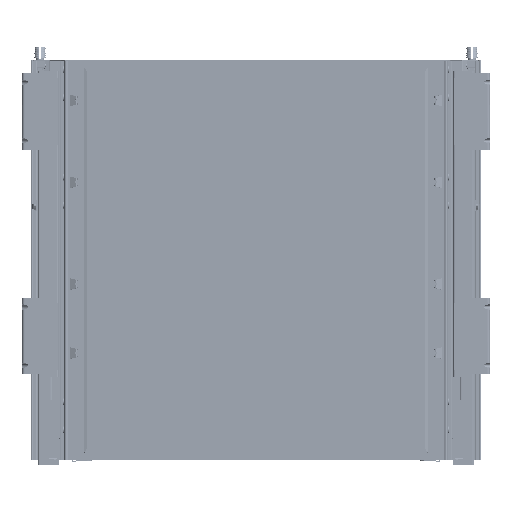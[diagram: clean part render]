
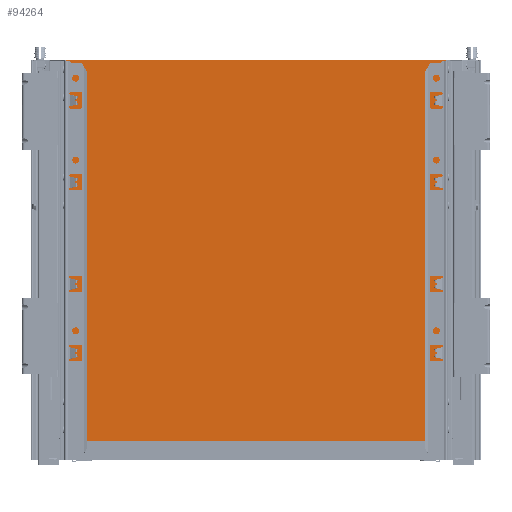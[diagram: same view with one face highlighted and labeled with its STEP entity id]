
A CAD part, front view. The second image highlights one B-rep face of the part: STEP entity #94264.
In plain terms, the highlighted face is planar.
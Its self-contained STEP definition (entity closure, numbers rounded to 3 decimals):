
#4762=PLANE('',#102956);
#9198=FACE_OUTER_BOUND('',#14657,.T.);
#14657=EDGE_LOOP('',(#79845,#79846,#79847,#79848));
#22809=LINE('',#176648,#32067);
#22813=LINE('',#176656,#32071);
#22816=LINE('',#176662,#32074);
#22819=LINE('',#176667,#32077);
#32067=VECTOR('',#124501,10.);
#32071=VECTOR('',#124507,10.);
#32074=VECTOR('',#124512,10.);
#32077=VECTOR('',#124517,10.);
#44098=VERTEX_POINT('',#176646);
#44099=VERTEX_POINT('',#176647);
#44102=VERTEX_POINT('',#176655);
#44104=VERTEX_POINT('',#176661);
#56398=EDGE_CURVE('',#44098,#44099,#22809,.T.);
#56402=EDGE_CURVE('',#44102,#44098,#22813,.T.);
#56405=EDGE_CURVE('',#44104,#44102,#22816,.T.);
#56408=EDGE_CURVE('',#44099,#44104,#22819,.T.);
#79845=ORIENTED_EDGE('',*,*,#56408,.F.);
#79846=ORIENTED_EDGE('',*,*,#56398,.F.);
#79847=ORIENTED_EDGE('',*,*,#56402,.F.);
#79848=ORIENTED_EDGE('',*,*,#56405,.F.);
#94264=ADVANCED_FACE('',(#9198),#4762,.F.);
#102956=AXIS2_PLACEMENT_3D('',#176670,#124521,#124522);
#124501=DIRECTION('',(-1.,0.,0.));
#124507=DIRECTION('',(0.,1.,0.));
#124512=DIRECTION('',(1.,0.,0.));
#124517=DIRECTION('',(0.,-1.,0.));
#124521=DIRECTION('center_axis',(0.,0.,1.));
#124522=DIRECTION('ref_axis',(1.,0.,0.));
#176646=CARTESIAN_POINT('',(162.5,0.,0.));
#176647=CARTESIAN_POINT('',(-162.5,0.,0.));
#176648=CARTESIAN_POINT('',(162.5,0.,0.));
#176655=CARTESIAN_POINT('',(162.5,-326.,0.));
#176656=CARTESIAN_POINT('',(162.5,-326.,0.));
#176661=CARTESIAN_POINT('',(-162.5,-326.,0.));
#176662=CARTESIAN_POINT('',(-162.5,-326.,0.));
#176667=CARTESIAN_POINT('',(-162.5,0.,0.));
#176670=CARTESIAN_POINT('Origin',(0.,-163.,0.));
